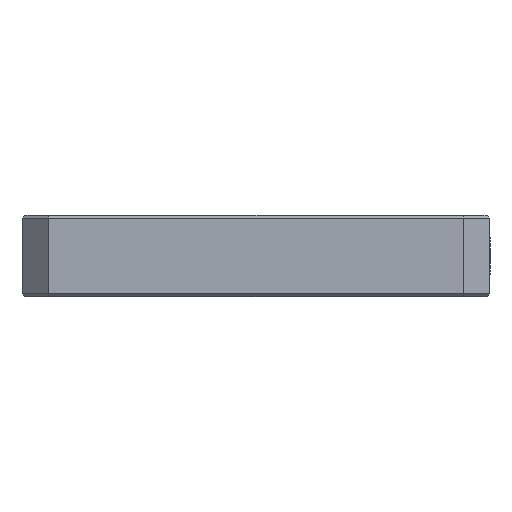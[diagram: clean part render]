
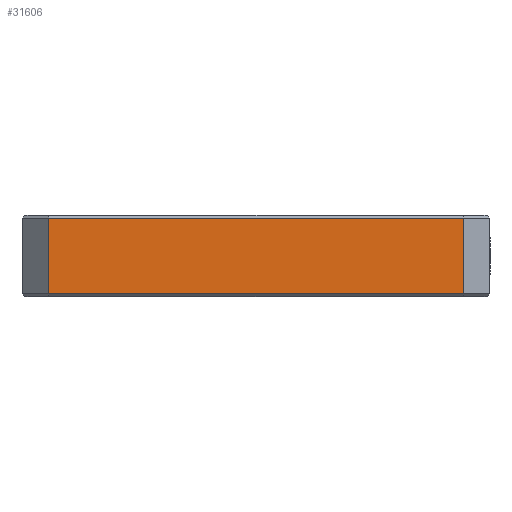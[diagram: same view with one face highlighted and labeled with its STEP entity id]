
A CAD part, front view. The second image highlights one B-rep face of the part: STEP entity #31606.
In plain terms, the highlighted planar face has unit normal (0, -1, 0).
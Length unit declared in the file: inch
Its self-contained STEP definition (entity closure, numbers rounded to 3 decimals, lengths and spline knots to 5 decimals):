
#40 = CARTESIAN_POINT ( 'NONE',  ( -0.66686, -1.65568, 0.64799 ) ) ;
#406 = VECTOR ( 'NONE', #23575, 39.37008 ) ;
#843 = DIRECTION ( 'NONE',  ( -1., 0., 0. ) ) ;
#1698 = CARTESIAN_POINT ( 'NONE',  ( 0.84314, -1.65568, 0.38099 ) ) ;
#3239 = EDGE_CURVE ( 'NONE', #25442, #32271, #15656, .T. ) ;
#3668 = VERTEX_POINT ( 'NONE', #12486 ) ;
#7497 = CARTESIAN_POINT ( 'NONE',  ( -0.66686, -1.65568, 0.38099 ) ) ;
#8032 = EDGE_LOOP ( 'NONE', ( #12162, #24260, #42409, #43722 ) ) ;
#9437 = FACE_OUTER_BOUND ( 'NONE', #8032, .T. ) ;
#12162 = ORIENTED_EDGE ( 'NONE', *, *, #14653, .T. ) ;
#12486 = CARTESIAN_POINT ( 'NONE',  ( 0.84314, -1.65568, 0.63799 ) ) ;
#13815 = VECTOR ( 'NONE', #19748, 39.37008 ) ;
#14333 = LINE ( 'NONE', #21524, #25911 ) ;
#14653 = EDGE_CURVE ( 'NONE', #34706, #25442, #38468, .T. ) ;
#15656 = LINE ( 'NONE', #7497, #42639 ) ;
#16437 = DIRECTION ( 'NONE',  ( 0., 1., 0. ) ) ;
#16789 = CARTESIAN_POINT ( 'NONE',  ( -0.57686, -1.65568, 0.64799 ) ) ;
#17199 = AXIS2_PLACEMENT_3D ( 'NONE', #40, #16437, #29698 ) ;
#17290 = EDGE_CURVE ( 'NONE', #3668, #34706, #14333, .T. ) ;
#17865 = DIRECTION ( 'NONE',  ( 1., 0., 0. ) ) ;
#18676 = CARTESIAN_POINT ( 'NONE',  ( -0.57686, -1.65568, 0.63799 ) ) ;
#19748 = DIRECTION ( 'NONE',  ( 0., 0., 1. ) ) ;
#21524 = CARTESIAN_POINT ( 'NONE',  ( -0.57686, -1.65568, 0.63799 ) ) ;
#23575 = DIRECTION ( 'NONE',  ( 0., 0., -1. ) ) ;
#24260 = ORIENTED_EDGE ( 'NONE', *, *, #3239, .T. ) ;
#24322 = LINE ( 'NONE', #36574, #13815 ) ;
#24606 = CARTESIAN_POINT ( 'NONE',  ( -0.57686, -1.65568, 0.38099 ) ) ;
#25442 = VERTEX_POINT ( 'NONE', #24606 ) ;
#25911 = VECTOR ( 'NONE', #843, 39.37008 ) ;
#29698 = DIRECTION ( 'NONE',  ( 0., 0., 1. ) ) ;
#29851 = PLANE ( 'NONE',  #17199 ) ;
#31606 = ADVANCED_FACE ( 'NONE', ( #9437 ), #29851, .F. ) ;
#32271 = VERTEX_POINT ( 'NONE', #1698 ) ;
#34706 = VERTEX_POINT ( 'NONE', #18676 ) ;
#36574 = CARTESIAN_POINT ( 'NONE',  ( 0.84314, -1.65568, 0.64799 ) ) ;
#37579 = EDGE_CURVE ( 'NONE', #32271, #3668, #24322, .T. ) ;
#38468 = LINE ( 'NONE', #16789, #406 ) ;
#42409 = ORIENTED_EDGE ( 'NONE', *, *, #37579, .T. ) ;
#42639 = VECTOR ( 'NONE', #17865, 39.37008 ) ;
#43722 = ORIENTED_EDGE ( 'NONE', *, *, #17290, .T. ) ;
